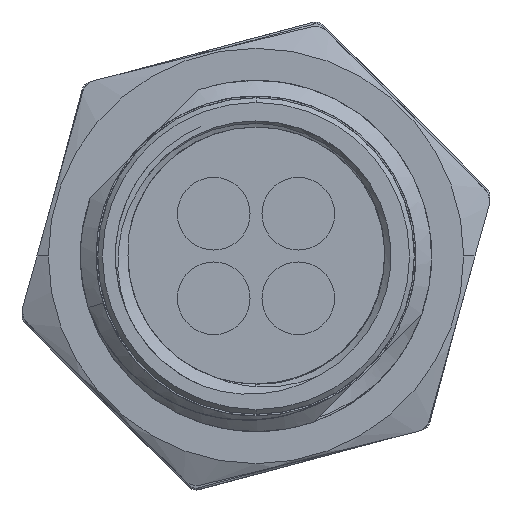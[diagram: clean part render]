
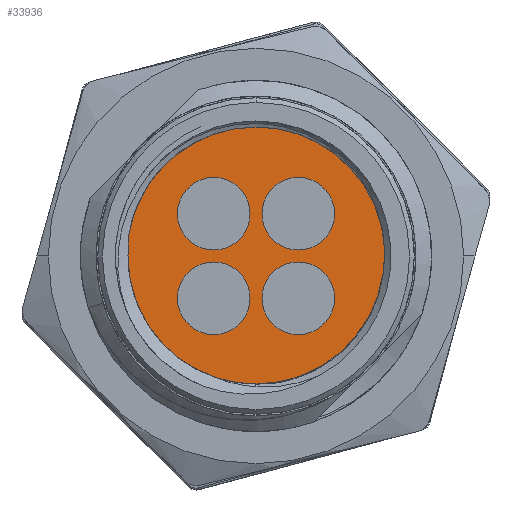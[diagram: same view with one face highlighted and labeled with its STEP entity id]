
A CAD part, left-side view. The second image highlights one B-rep face of the part: STEP entity #33936.
In plain terms, the highlighted planar face has unit normal (-1, 0, 0).
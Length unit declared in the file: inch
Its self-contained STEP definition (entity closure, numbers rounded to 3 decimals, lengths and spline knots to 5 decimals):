
#198 = VERTEX_POINT ( 'NONE', #37720 ) ;
#851 = ORIENTED_EDGE ( 'NONE', *, *, #24505, .T. ) ;
#1119 = CARTESIAN_POINT ( 'NONE',  ( -0.76772, -0.07099, 0.07099 ) ) ;
#1503 = AXIS2_PLACEMENT_3D ( 'NONE', #33090, #40371, #22828 ) ;
#1547 = CARTESIAN_POINT ( 'NONE',  ( -0.76772, -0.07099, -0.13201 ) ) ;
#1585 = DIRECTION ( 'NONE',  ( 1., 0., 0. ) ) ;
#1989 = AXIS2_PLACEMENT_3D ( 'NONE', #34037, #15267, #15738 ) ;
#2064 = CARTESIAN_POINT ( 'NONE',  ( -0.76772, 0.07099, -0.13201 ) ) ;
#2754 = DIRECTION ( 'NONE',  ( -1., 0., 0. ) ) ;
#3449 = CIRCLE ( 'NONE', #9651, 0.06102 ) ;
#3810 = FACE_BOUND ( 'NONE', #38824, .T. ) ;
#3935 = EDGE_CURVE ( 'NONE', #10656, #15337, #6697, .T. ) ;
#4094 = CIRCLE ( 'NONE', #4882, 0.06102 ) ;
#4250 = ORIENTED_EDGE ( 'NONE', *, *, #28503, .T. ) ;
#4882 = AXIS2_PLACEMENT_3D ( 'NONE', #1119, #1585, #16956 ) ;
#5369 = CARTESIAN_POINT ( 'NONE',  ( -0.76772, 0.07099, -0.07099 ) ) ;
#5921 = CARTESIAN_POINT ( 'NONE',  ( -0.76772, 0.07099, 0.00997 ) ) ;
#6409 = EDGE_CURVE ( 'NONE', #29407, #26392, #4094, .T. ) ;
#6691 = VERTEX_POINT ( 'NONE', #5921 ) ;
#6697 = B_SPLINE_CURVE_WITH_KNOTS ( 'NONE', 3,
 ( #44929, #41479, #11777, #23230 ),
 .UNSPECIFIED., .F., .F.,
 ( 4, 4 ),
 ( 0., 0.0008 ),
 .UNSPECIFIED. ) ;
#7569 = CARTESIAN_POINT ( 'NONE',  ( -0.76772, 0.07099, -0.00997 ) ) ;
#7695 = DIRECTION ( 'NONE',  ( 0., 0., 1. ) ) ;
#7830 = EDGE_LOOP ( 'NONE', ( #44373, #8376 ) ) ;
#8376 = ORIENTED_EDGE ( 'NONE', *, *, #23421, .T. ) ;
#8692 = EDGE_CURVE ( 'NONE', #26392, #29407, #10584, .T. ) ;
#9094 = DIRECTION ( 'NONE',  ( 1., 0., 0. ) ) ;
#9180 = VERTEX_POINT ( 'NONE', #1547 ) ;
#9289 = ORIENTED_EDGE ( 'NONE', *, *, #3935, .T. ) ;
#9651 = AXIS2_PLACEMENT_3D ( 'NONE', #5369, #31928, #16579 ) ;
#9862 = VERTEX_POINT ( 'NONE', #17893 ) ;
#10584 = CIRCLE ( 'NONE', #1989, 0.06102 ) ;
#10640 = FACE_BOUND ( 'NONE', #13520, .T. ) ;
#10656 = VERTEX_POINT ( 'NONE', #18451 ) ;
#10708 = ORIENTED_EDGE ( 'NONE', *, *, #41473, .T. ) ;
#10933 = AXIS2_PLACEMENT_3D ( 'NONE', #47562, #40485, #13704 ) ;
#11777 = CARTESIAN_POINT ( 'NONE',  ( -0.76772, 0.21544, 0.01144 ) ) ;
#13157 = CIRCLE ( 'NONE', #40385, 0.21654 ) ;
#13520 = EDGE_LOOP ( 'NONE', ( #30912, #24452 ) ) ;
#13704 = DIRECTION ( 'NONE',  ( 0., 0., 1. ) ) ;
#13759 = EDGE_LOOP ( 'NONE', ( #9289, #4250, #20024, #23405, #851 ) ) ;
#14047 = CIRCLE ( 'NONE', #43609, 0.21496 ) ;
#14544 = ORIENTED_EDGE ( 'NONE', *, *, #6409, .T. ) ;
#14577 = CARTESIAN_POINT ( 'NONE',  ( -0.76772, 0.07099, 0.07099 ) ) ;
#14779 = EDGE_CURVE ( 'NONE', #25319, #42588, #3449, .T. ) ;
#15267 = DIRECTION ( 'NONE',  ( 1., 0., 0. ) ) ;
#15337 = VERTEX_POINT ( 'NONE', #26889 ) ;
#15738 = DIRECTION ( 'NONE',  ( 0., 0., 1. ) ) ;
#16116 = CARTESIAN_POINT ( 'NONE',  ( -0.76772, -0.02188, -0.21515 ) ) ;
#16224 = CARTESIAN_POINT ( 'NONE',  ( -0.76772, 0., 0. ) ) ;
#16396 = CIRCLE ( 'NONE', #24164, 0.06102 ) ;
#16579 = DIRECTION ( 'NONE',  ( 0., 0., 1. ) ) ;
#16956 = DIRECTION ( 'NONE',  ( 0., 0., 1. ) ) ;
#17869 = CARTESIAN_POINT ( 'NONE',  ( -0.76772, 0., 0. ) ) ;
#17893 = CARTESIAN_POINT ( 'NONE',  ( -0.76772, 0., 0.21654 ) ) ;
#18335 = DIRECTION ( 'NONE',  ( 1., 0., 0. ) ) ;
#18451 = CARTESIAN_POINT ( 'NONE',  ( -0.76772, 0.21411, 0.03229 ) ) ;
#19107 = AXIS2_PLACEMENT_3D ( 'NONE', #37400, #22087, #7695 ) ;
#19430 = AXIS2_PLACEMENT_3D ( 'NONE', #42915, #9094, #35403 ) ;
#20024 = ORIENTED_EDGE ( 'NONE', *, *, #32491, .T. ) ;
#20354 = CARTESIAN_POINT ( 'NONE',  ( -0.76772, -0.07099, 0.00997 ) ) ;
#20546 = CARTESIAN_POINT ( 'NONE',  ( -0.76772, -0.07099, -0.00997 ) ) ;
#21773 = CARTESIAN_POINT ( 'NONE',  ( -0.76772, -0.00099, -0.21496 ) ) ;
#21932 = VERTEX_POINT ( 'NONE', #31989 ) ;
#22087 = DIRECTION ( 'NONE',  ( -1., 0., 0. ) ) ;
#22348 = AXIS2_PLACEMENT_3D ( 'NONE', #36744, #47449, #32123 ) ;
#22545 = CIRCLE ( 'NONE', #19430, 0.06102 ) ;
#22785 = FACE_OUTER_BOUND ( 'NONE', #13759, .T. ) ;
#22828 = DIRECTION ( 'NONE',  ( 0., 0., 1. ) ) ;
#23230 = CARTESIAN_POINT ( 'NONE',  ( -0.76772, 0.21496, 0.00099 ) ) ;
#23405 = ORIENTED_EDGE ( 'NONE', *, *, #29975, .T. ) ;
#23421 = EDGE_CURVE ( 'NONE', #9180, #28240, #36457, .T. ) ;
#24164 = AXIS2_PLACEMENT_3D ( 'NONE', #14577, #25288, #39409 ) ;
#24452 = ORIENTED_EDGE ( 'NONE', *, *, #38441, .F. ) ;
#24505 = EDGE_CURVE ( 'NONE', #9862, #10656, #13157, .T. ) ;
#25288 = DIRECTION ( 'NONE',  ( -1., 0., 0. ) ) ;
#25319 = VERTEX_POINT ( 'NONE', #2064 ) ;
#26205 = PLANE ( 'NONE',  #19107 ) ;
#26231 = CIRCLE ( 'NONE', #22348, 0.06102 ) ;
#26317 = EDGE_CURVE ( 'NONE', #198, #6691, #16396, .T. ) ;
#26392 = VERTEX_POINT ( 'NONE', #35771 ) ;
#26889 = CARTESIAN_POINT ( 'NONE',  ( -0.76772, 0.21496, 0.00099 ) ) ;
#28240 = VERTEX_POINT ( 'NONE', #20546 ) ;
#28503 = EDGE_CURVE ( 'NONE', #15337, #35929, #14047, .T. ) ;
#29407 = VERTEX_POINT ( 'NONE', #20354 ) ;
#29584 = CIRCLE ( 'NONE', #1503, 0.06102 ) ;
#29623 = CIRCLE ( 'NONE', #10933, 0.21654 ) ;
#29975 = EDGE_CURVE ( 'NONE', #21932, #9862, #29623, .T. ) ;
#30477 = ORIENTED_EDGE ( 'NONE', *, *, #8692, .T. ) ;
#30912 = ORIENTED_EDGE ( 'NONE', *, *, #26317, .F. ) ;
#31928 = DIRECTION ( 'NONE',  ( 1., 0., 0. ) ) ;
#31989 = CARTESIAN_POINT ( 'NONE',  ( -0.76772, -0.03229, -0.21411 ) ) ;
#32123 = DIRECTION ( 'NONE',  ( 0., 0., 1. ) ) ;
#32491 = EDGE_CURVE ( 'NONE', #35929, #21932, #42520, .T. ) ;
#33090 = CARTESIAN_POINT ( 'NONE',  ( -0.76772, -0.07099, -0.07099 ) ) ;
#33936 = ADVANCED_FACE ( 'NONE', ( #10640, #3810, #44727, #40577, #22785 ), #26205, .T. ) ;
#34037 = CARTESIAN_POINT ( 'NONE',  ( -0.76772, -0.07099, 0.07099 ) ) ;
#34409 = CARTESIAN_POINT ( 'NONE',  ( -0.76772, -0.01144, -0.21544 ) ) ;
#35403 = DIRECTION ( 'NONE',  ( 0., 0., 1. ) ) ;
#35771 = CARTESIAN_POINT ( 'NONE',  ( -0.76772, -0.07099, 0.13201 ) ) ;
#35929 = VERTEX_POINT ( 'NONE', #21773 ) ;
#36457 = CIRCLE ( 'NONE', #45025, 0.06102 ) ;
#36744 = CARTESIAN_POINT ( 'NONE',  ( -0.76772, 0.07099, 0.07099 ) ) ;
#37400 = CARTESIAN_POINT ( 'NONE',  ( -0.76772, 0., 0. ) ) ;
#37720 = CARTESIAN_POINT ( 'NONE',  ( -0.76772, 0.07099, 0.13201 ) ) ;
#38441 = EDGE_CURVE ( 'NONE', #6691, #198, #26231, .T. ) ;
#38748 = CARTESIAN_POINT ( 'NONE',  ( -0.76772, -0.03229, -0.21411 ) ) ;
#38824 = EDGE_LOOP ( 'NONE', ( #10708, #47175 ) ) ;
#39409 = DIRECTION ( 'NONE',  ( 0., 0., 1. ) ) ;
#40246 = DIRECTION ( 'NONE',  ( 0., 0., 1. ) ) ;
#40371 = DIRECTION ( 'NONE',  ( 1., 0., 0. ) ) ;
#40385 = AXIS2_PLACEMENT_3D ( 'NONE', #17869, #2754, #40246 ) ;
#40485 = DIRECTION ( 'NONE',  ( -1., 0., 0. ) ) ;
#40577 = FACE_BOUND ( 'NONE', #45581, .T. ) ;
#41473 = EDGE_CURVE ( 'NONE', #42588, #25319, #22545, .T. ) ;
#41479 = CARTESIAN_POINT ( 'NONE',  ( -0.76772, 0.21515, 0.02188 ) ) ;
#41932 = CARTESIAN_POINT ( 'NONE',  ( -0.76772, -0.00099, -0.21496 ) ) ;
#41992 = EDGE_CURVE ( 'NONE', #28240, #9180, #29584, .T. ) ;
#42034 = DIRECTION ( 'NONE',  ( -1., 0., 0. ) ) ;
#42520 = B_SPLINE_CURVE_WITH_KNOTS ( 'NONE', 3,
 ( #41932, #34409, #16116, #38748 ),
 .UNSPECIFIED., .F., .F.,
 ( 4, 4 ),
 ( 0., 0.0008 ),
 .UNSPECIFIED. ) ;
#42588 = VERTEX_POINT ( 'NONE', #7569 ) ;
#42740 = DIRECTION ( 'NONE',  ( 0., 0., 1. ) ) ;
#42915 = CARTESIAN_POINT ( 'NONE',  ( -0.76772, 0.07099, -0.07099 ) ) ;
#43609 = AXIS2_PLACEMENT_3D ( 'NONE', #16224, #42034, #42740 ) ;
#44373 = ORIENTED_EDGE ( 'NONE', *, *, #41992, .T. ) ;
#44398 = DIRECTION ( 'NONE',  ( 0., 0., 1. ) ) ;
#44643 = CARTESIAN_POINT ( 'NONE',  ( -0.76772, -0.07099, -0.07099 ) ) ;
#44727 = FACE_BOUND ( 'NONE', #7830, .T. ) ;
#44929 = CARTESIAN_POINT ( 'NONE',  ( -0.76772, 0.21411, 0.03229 ) ) ;
#45025 = AXIS2_PLACEMENT_3D ( 'NONE', #44643, #18335, #44398 ) ;
#45581 = EDGE_LOOP ( 'NONE', ( #30477, #14544 ) ) ;
#47175 = ORIENTED_EDGE ( 'NONE', *, *, #14779, .T. ) ;
#47449 = DIRECTION ( 'NONE',  ( -1., 0., 0. ) ) ;
#47562 = CARTESIAN_POINT ( 'NONE',  ( -0.76772, 0., 0. ) ) ;
